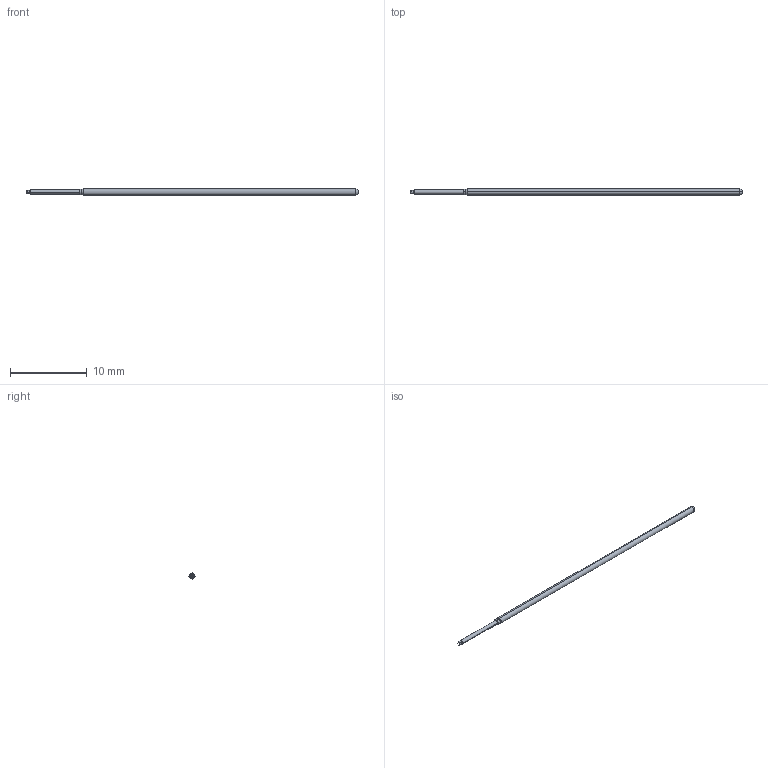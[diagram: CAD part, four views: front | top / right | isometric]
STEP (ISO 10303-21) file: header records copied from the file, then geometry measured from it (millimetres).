
FILE_DESCRIPTION (( 'STEP AP214' ), '1' );
FILE_NAME ('050-PRP25G4_.STEP', '2019-06-26T12:20:41', ( '' ), ( '' ), 'SwSTEP 2.0', 'SolidWorks 2018', '' );
FILE_SCHEMA (( 'AUTOMOTIVE_DESIGN' ));
Length unit declared in the file: inch
Products named in the file (1): 050-PRP25G4_
Bounding box: 43.18 x 0.78 x 0.78 mm (x, y, z)
Volume: 18.8 mm3; surface area: 101 mm2
Topology: 1 solids, 1 shells, 37 faces, 86 edges, 52 vertices
Faces by surface type: bspline 12, cone 9, cylinder 8, plane 6, torus 2
Entity records: 3318 total; most frequent: CARTESIAN_POINT 2056, ORIENTED_EDGE 172, DIRECTION 123, EDGE_CURVE 86, AXIS2_PLACEMENT_3D 55, VERTEX_POINT 52, B_SPLINE_CURVE_WITH_KNOTS 44, UNCERTAINTY_MEASURE_WITH_UNIT 40
